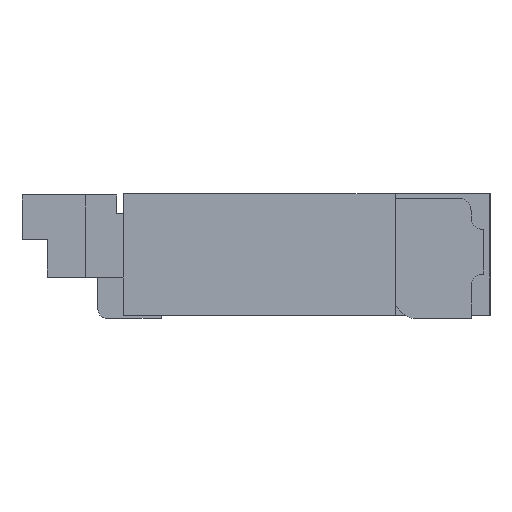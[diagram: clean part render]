
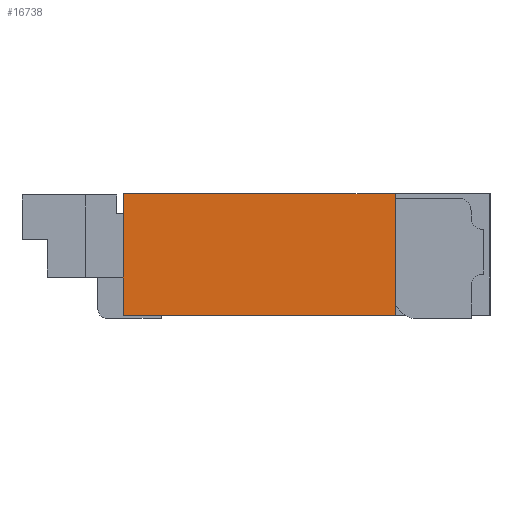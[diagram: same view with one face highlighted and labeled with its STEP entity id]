
A CAD part, left-side view. The second image highlights one B-rep face of the part: STEP entity #16738.
In plain terms, the highlighted planar face has unit normal (-1, 0, 0).
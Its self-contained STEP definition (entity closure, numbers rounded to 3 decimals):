
#1941=ORIENTED_EDGE('',*,*,#6390,.F.);
#1942=ORIENTED_EDGE('',*,*,#6372,.T.);
#1943=ORIENTED_EDGE('',*,*,#6402,.T.);
#1944=ORIENTED_EDGE('',*,*,#6433,.T.);
#6372=EDGE_CURVE('',#8602,#8601,#10509,.T.);
#6390=EDGE_CURVE('',#8602,#8614,#10527,.T.);
#6402=EDGE_CURVE('',#8601,#8623,#10539,.T.);
#6433=EDGE_CURVE('',#8623,#8614,#10570,.T.);
#8601=VERTEX_POINT('',#24759);
#8602=VERTEX_POINT('',#24761);
#8614=VERTEX_POINT('',#24792);
#8623=VERTEX_POINT('',#24815);
#10509=LINE('',#24760,#12966);
#10527=LINE('',#24791,#12984);
#10539=LINE('',#24816,#12996);
#10570=LINE('',#24870,#13027);
#12966=VECTOR('',#19958,1000.);
#12984=VECTOR('',#19978,1000.);
#12996=VECTOR('',#19996,1000.);
#13027=VECTOR('',#20037,1000.);
#14450=EDGE_LOOP('',(#1941,#1942,#1943,#1944));
#15227=FACE_BOUND('',#14450,.T.);
#16004=PLANE('',#17732);
#16738=ADVANCED_FACE('',(#15227),#16004,.T.);
#17732=AXIS2_PLACEMENT_3D('',#25140,#20190,#20191);
#19958=DIRECTION('',(0.,1.,0.));
#19978=DIRECTION('',(0.,0.,-1.));
#19996=DIRECTION('',(0.,0.,-1.));
#20037=DIRECTION('',(0.,-1.,0.));
#20190=DIRECTION('',(-1.,0.,0.));
#20191=DIRECTION('',(0.,0.,1.));
#24759=CARTESIAN_POINT('',(-8.5,1.45,0.48));
#24760=CARTESIAN_POINT('',(-8.5,-1.45,0.48));
#24761=CARTESIAN_POINT('',(-8.5,-0.7,0.48));
#24791=CARTESIAN_POINT('',(-8.5,-0.7,0.));
#24792=CARTESIAN_POINT('',(-8.5,-0.7,-0.48));
#24815=CARTESIAN_POINT('',(-8.5,1.45,-0.48));
#24816=CARTESIAN_POINT('',(-8.5,1.45,0.48));
#24870=CARTESIAN_POINT('',(-8.5,1.45,-0.48));
#25140=CARTESIAN_POINT('',(-8.5,0.,0.));
